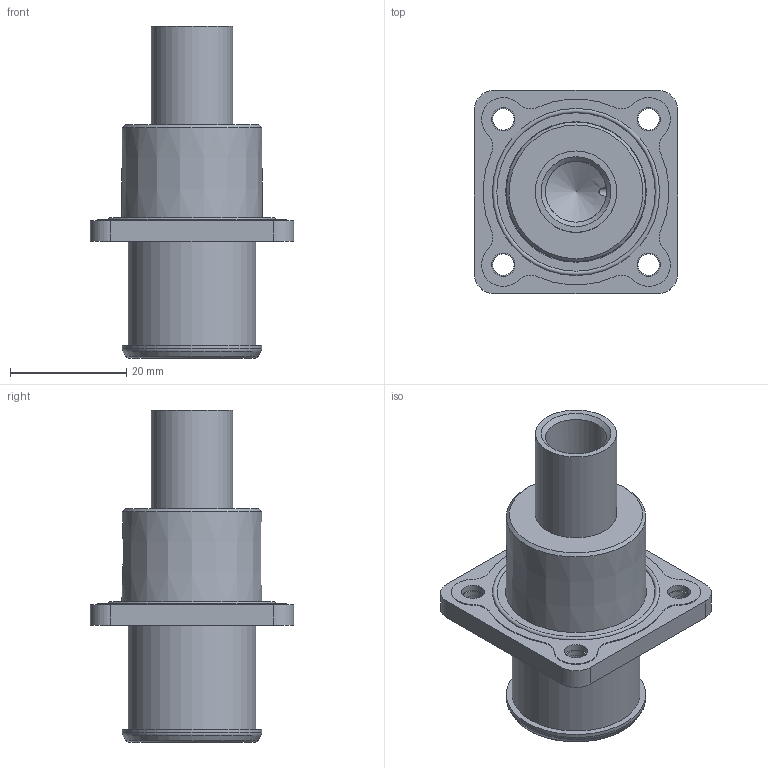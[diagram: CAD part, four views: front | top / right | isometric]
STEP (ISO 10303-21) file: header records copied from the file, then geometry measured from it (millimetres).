
FILE_DESCRIPTION(/* description */ (''),/* implementation_level */ '2;1');
FILE_NAME(/* name */ 'YUAN-50-2.stp',/* time_stamp */ '2023-08-01T10:44:23+08:00',/* author */ (''),/* organization */ (''),/* preprocessor_version */ 'ST-DEVELOPER v11',/* originating_system */ 'SIEMENS PLM Software NX 7.5',/* authorisation */ '');
FILE_SCHEMA (('CONFIG_CONTROL_DESIGN'));
Length unit declared in the file: millimetre
Products named in the file (1): fangF026ot08
Bounding box: 35 x 35 x 57.1 mm (x, y, z)
Volume: 20127.4 mm3; surface area: 7202.3 mm2
Topology: 1 solids, 3 shells, 109 faces, 260 edges, 173 vertices
Faces by surface type: plane 44, cylinder 42, bspline 13, cone 6, torus 4
Full cylindrical faces by diameter (mm): 1.5 x1, 3 x2, 3.7 x4, 4 x4, 4.3 x4, 10.5 x1, 14 x1, 16 x1, 21.628 x1, 22 x1, 24 x1
Entity records: 5081 total; most frequent: CARTESIAN_POINT 2621, DIRECTION 475, ORIENTED_EDGE 438, EDGE_CURVE 219, AXIS2_PLACEMENT_3D 188, EDGE_LOOP 172, VERTEX_POINT 164, FACE_BOUND 116
